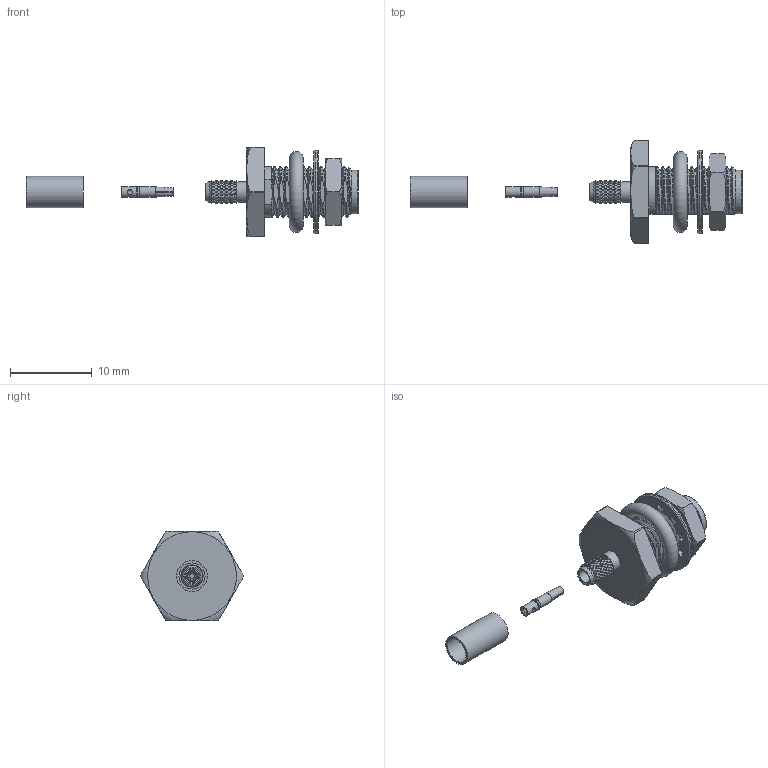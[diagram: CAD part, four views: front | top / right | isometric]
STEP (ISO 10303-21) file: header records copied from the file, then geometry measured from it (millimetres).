
FILE_DESCRIPTION(/* description */ ('Unknown'),/* implementation_level */ '2;1');
FILE_NAME(/* name */ '60326521110320',/* time_stamp */ '2021-01-13T16:29:31+01:00',/* author */ ('Unknown'),/* organization */ ('Unknown'),/* preprocessor_version */ 'ST-DEVELOPER v16.7',/* originating_system */ 'DEX',/* authorisation */ $);
FILE_SCHEMA (('AUTOMOTIVE_DESIGN {1 0 10303 214 3 1 1}'));
Products named in the file (9): 60326521110320; 60326521110320_ConnectorBody; 60326421110320_Insulator; 6032642011xx20_Washer; 60326421110320_CenterPin; 60326421110320_Ferrule; 6032642011xx20_Nut; 60326421110320_Ring; 60326521112x20_Gasket
Assembly tree (8 placements, depth 2):
  60326521110320
    60326521110320_ConnectorBody
    60326421110320_Insulator
    6032642011xx20_Washer
    60326421110320_CenterPin
    60326421110320_Ferrule
    6032642011xx20_Nut
    60326421110320_Ring
    60326521112x20_Gasket
Bounding box: 40.6 x 12.6 x 11 mm (x, y, z)
Volume: 587 mm3; surface area: 1715.1 mm2
Topology: 8 solids, 8 shells, 1310 faces, 2764 edges, 1480 vertices
Faces by surface type: bspline 884, cylinder 287, plane 104, cone 19, torus 16
Full cylindrical faces by diameter (mm): 0.6 x2, 1.27 x2, 1.3 x1, 1.43 x1, 1.7 x1, 1.8 x1, 2.5 x1, 3.2 x1, 3.52 x1, 3.7 x1, 3.8 x2, 4.1 x3, 4.14 x1, 4.5 x2, 4.65 x1, 5.34 x1, 6.24 x1, 9.8 x1, 10.2 x1
Entity records: 54646 total; most frequent: CARTESIAN_POINT 36685, ORIENTED_EDGE 5400, EDGE_CURVE 2700, VERTEX_POINT 1460, DIRECTION 1438, FACE_BOUND 1376, EDGE_LOOP 1375, ADVANCED_FACE 1309
